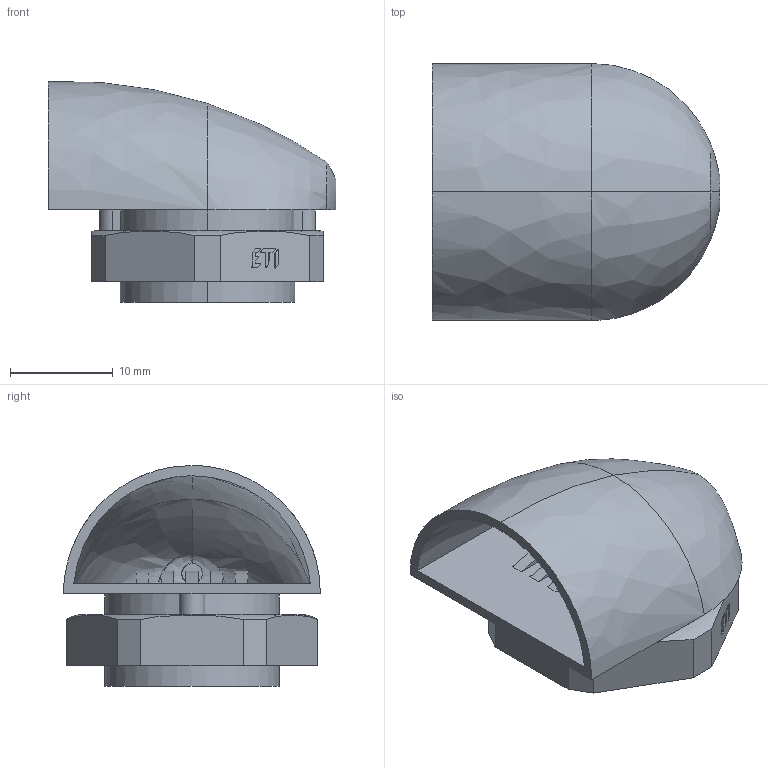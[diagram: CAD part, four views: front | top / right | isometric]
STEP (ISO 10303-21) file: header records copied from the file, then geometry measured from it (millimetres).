
FILE_DESCRIPTION((''),'2;1');
FILE_NAME('BO-DV-M_ASM','2022-03-01T13:48:16',('marketing.praksa'),('Audax d.o.o.'),'CREO PARAMETRIC BY PTC INC, 2021304','CREO PARAMETRIC BY PTC INC, 2021304','');
FILE_SCHEMA(('AP242_MANAGED_MODEL_BASED_3D_ENGINEERING_MIM_LF { 1 0 10303 442 1 1 4 }'));
Length unit declared in the file: millimetre
Products named in the file (4): PRT9571; PRT9572; PRT9573; BO-DV-M_ASM
Assembly tree (3 placements, depth 2):
  BO-DV-M_ASM
    PRT9571
    PRT9572
    PRT9573
Bounding box: 28 x 25 x 21.5 mm (x, y, z)
Volume: 1215.4 mm3; surface area: 5313 mm2
Topology: 4 solids, 6 shells, 241 faces, 766 edges, 476 vertices
Faces by surface type: plane 164, cylinder 61, bspline 14, torus 2
Entity records: 14242 total; most frequent: CARTESIAN_POINT 3295, ORIENTED_EDGE 1519, DIRECTION 1353, PRESENTATION_STYLE_ASSIGNMENT 874, STYLED_ITEM 874, EDGE_CURVE 765, CURVE_STYLE 626, VECTOR 521
